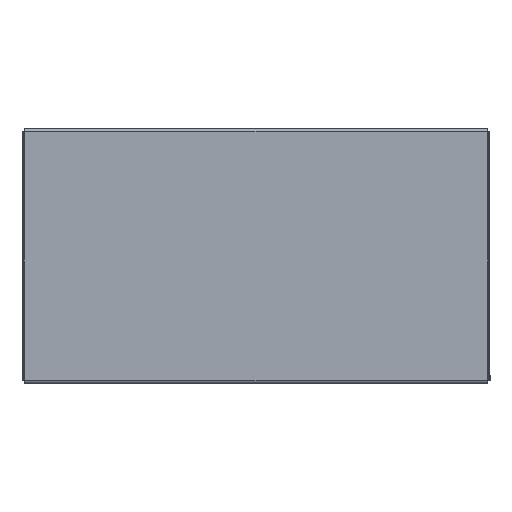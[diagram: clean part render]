
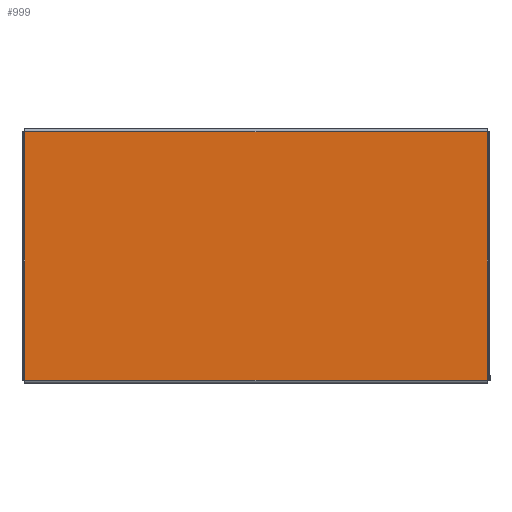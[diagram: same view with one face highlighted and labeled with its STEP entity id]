
A CAD part, top view. The second image highlights one B-rep face of the part: STEP entity #999.
In plain terms, the highlighted planar face has unit normal (0, 0, 1).
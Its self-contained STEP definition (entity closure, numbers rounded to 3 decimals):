
#24 = VERTEX_POINT ( 'NONE', #242 ) ;
#30 = VERTEX_POINT ( 'NONE', #248 ) ;
#32 = DIRECTION ( 'NONE',  ( 0., 1., 0. ) ) ;
#91 = EDGE_CURVE ( 'NONE', #761, #30, #1336, .T. ) ;
#141 = CARTESIAN_POINT ( 'NONE',  ( -253., -134.5, 0. ) ) ;
#153 = LINE ( 'NONE', #205, #730 ) ;
#154 = DIRECTION ( 'NONE',  ( 1., 0., 0. ) ) ;
#162 = LINE ( 'NONE', #1363, #633 ) ;
#180 = DIRECTION ( 'NONE',  ( 0., -1., 0. ) ) ;
#201 = EDGE_CURVE ( 'NONE', #702, #24, #162, .T. ) ;
#205 = CARTESIAN_POINT ( 'NONE',  ( -253., 134.5, 0. ) ) ;
#242 = CARTESIAN_POINT ( 'NONE',  ( 250., -134.5, 0. ) ) ;
#248 = CARTESIAN_POINT ( 'NONE',  ( -250., 134.5, 0. ) ) ;
#361 = CARTESIAN_POINT ( 'NONE',  ( 0., 0., 0. ) ) ;
#440 = ORIENTED_EDGE ( 'NONE', *, *, #1231, .T. ) ;
#464 = ORIENTED_EDGE ( 'NONE', *, *, #1489, .T. ) ;
#475 = DIRECTION ( 'NONE',  ( 1., 0., 0. ) ) ;
#481 = PLANE ( 'NONE',  #1631 ) ;
#484 = ORIENTED_EDGE ( 'NONE', *, *, #91, .F. ) ;
#538 = FACE_OUTER_BOUND ( 'NONE', #1580, .T. ) ;
#557 = CARTESIAN_POINT ( 'NONE',  ( -250., -134.5, 0. ) ) ;
#633 = VECTOR ( 'NONE', #180, 1000. ) ;
#702 = VERTEX_POINT ( 'NONE', #932 ) ;
#730 = VECTOR ( 'NONE', #1095, 1000. ) ;
#761 = VERTEX_POINT ( 'NONE', #1064 ) ;
#851 = ORIENTED_EDGE ( 'NONE', *, *, #201, .F. ) ;
#932 = CARTESIAN_POINT ( 'NONE',  ( 250., 134.5, 0. ) ) ;
#962 = VECTOR ( 'NONE', #154, 1000. ) ;
#982 = LINE ( 'NONE', #141, #962 ) ;
#988 = VECTOR ( 'NONE', #32, 1000. ) ;
#999 = ADVANCED_FACE ( 'NONE', ( #538 ), #481, .T. ) ;
#1064 = CARTESIAN_POINT ( 'NONE',  ( -250., -134.5, 0. ) ) ;
#1095 = DIRECTION ( 'NONE',  ( -1., 0., 0. ) ) ;
#1231 = EDGE_CURVE ( 'NONE', #761, #24, #982, .T. ) ;
#1336 = LINE ( 'NONE', #557, #988 ) ;
#1363 = CARTESIAN_POINT ( 'NONE',  ( 250., 134.5, 0. ) ) ;
#1391 = DIRECTION ( 'NONE',  ( 0., 0., 1. ) ) ;
#1489 = EDGE_CURVE ( 'NONE', #702, #30, #153, .T. ) ;
#1580 = EDGE_LOOP ( 'NONE', ( #464, #484, #440, #851 ) ) ;
#1631 = AXIS2_PLACEMENT_3D ( 'NONE', #361, #1391, #475 ) ;
